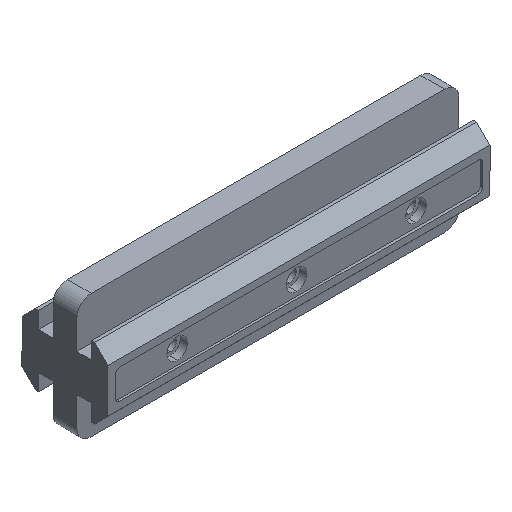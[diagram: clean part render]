
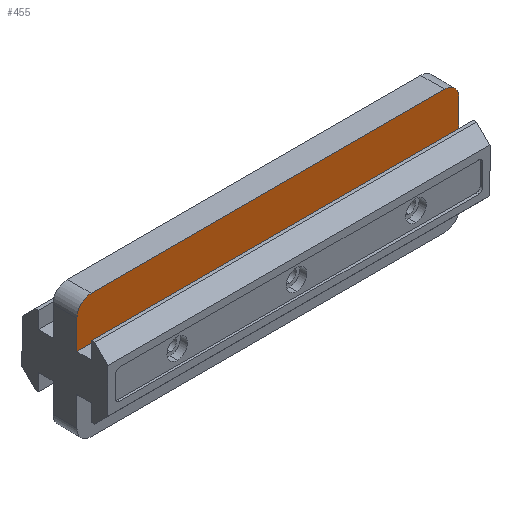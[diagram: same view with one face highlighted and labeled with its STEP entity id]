
A CAD part, isometric view. The second image highlights one B-rep face of the part: STEP entity #455.
In plain terms, the highlighted planar face has unit normal (0, -1, 0).
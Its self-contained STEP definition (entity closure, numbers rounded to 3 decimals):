
#88 = ORIENTED_EDGE ( 'NONE', *, *, #1407, .T. ) ;
#120 = DIRECTION ( 'NONE',  ( 0., 1., 0. ) ) ;
#132 = DIRECTION ( 'NONE',  ( 0., 0., -1. ) ) ;
#143 = ORIENTED_EDGE ( 'NONE', *, *, #2172, .F. ) ;
#206 = AXIS2_PLACEMENT_3D ( 'NONE', #2005, #414, #1649 ) ;
#218 = LINE ( 'NONE', #1606, #964 ) ;
#231 = AXIS2_PLACEMENT_3D ( 'NONE', #1240, #696, #344 ) ;
#234 = DIRECTION ( 'NONE',  ( 0., 0., 1. ) ) ;
#275 = EDGE_CURVE ( 'NONE', #1364, #1424, #610, .T. ) ;
#333 = VECTOR ( 'NONE', #234, 1000. ) ;
#344 = DIRECTION ( 'NONE',  ( 0., 0., -1. ) ) ;
#414 = DIRECTION ( 'NONE',  ( 0., 1., 0. ) ) ;
#455 = ADVANCED_FACE ( 'NONE', ( #1129 ), #2185, .F. ) ;
#465 = LINE ( 'NONE', #661, #2302 ) ;
#483 = EDGE_LOOP ( 'NONE', ( #143, #1799, #1217, #88, #1298, #2011 ) ) ;
#583 = CARTESIAN_POINT ( 'NONE',  ( 40., -2.5, 10. ) ) ;
#598 = LINE ( 'NONE', #764, #333 ) ;
#610 = CIRCLE ( 'NONE', #231, 3. ) ;
#661 = CARTESIAN_POINT ( 'NONE',  ( 0., -2.5, 3.9 ) ) ;
#696 = DIRECTION ( 'NONE',  ( 0., 1., 0. ) ) ;
#744 = EDGE_CURVE ( 'NONE', #2037, #1935, #465, .T. ) ;
#755 = VERTEX_POINT ( 'NONE', #2073 ) ;
#764 = CARTESIAN_POINT ( 'NONE',  ( 40., -2.5, -13. ) ) ;
#834 = DIRECTION ( 'NONE',  ( -1., 0., 0. ) ) ;
#873 = CIRCLE ( 'NONE', #1281, 3. ) ;
#921 = VERTEX_POINT ( 'NONE', #1059 ) ;
#964 = VECTOR ( 'NONE', #1080, 1000. ) ;
#1010 = EDGE_CURVE ( 'NONE', #755, #1935, #1692, .T. ) ;
#1059 = CARTESIAN_POINT ( 'NONE',  ( -37., -2.5, 13. ) ) ;
#1080 = DIRECTION ( 'NONE',  ( 1., 0., 0. ) ) ;
#1129 = FACE_OUTER_BOUND ( 'NONE', #483, .T. ) ;
#1174 = EDGE_CURVE ( 'NONE', #921, #1364, #218, .T. ) ;
#1217 = ORIENTED_EDGE ( 'NONE', *, *, #744, .F. ) ;
#1240 = CARTESIAN_POINT ( 'NONE',  ( 37., -2.5, 10. ) ) ;
#1262 = DIRECTION ( 'NONE',  ( 0., 0., -1. ) ) ;
#1281 = AXIS2_PLACEMENT_3D ( 'NONE', #2059, #120, #132 ) ;
#1298 = ORIENTED_EDGE ( 'NONE', *, *, #275, .F. ) ;
#1364 = VERTEX_POINT ( 'NONE', #1487 ) ;
#1407 = EDGE_CURVE ( 'NONE', #2037, #1424, #598, .T. ) ;
#1424 = VERTEX_POINT ( 'NONE', #583 ) ;
#1487 = CARTESIAN_POINT ( 'NONE',  ( 37., -2.5, 13. ) ) ;
#1502 = CARTESIAN_POINT ( 'NONE',  ( 40., -2.5, 3.9 ) ) ;
#1606 = CARTESIAN_POINT ( 'NONE',  ( 0., -2.5, 13. ) ) ;
#1649 = DIRECTION ( 'NONE',  ( 0., 0., 1. ) ) ;
#1692 = LINE ( 'NONE', #1781, #1770 ) ;
#1770 = VECTOR ( 'NONE', #1262, 1000. ) ;
#1781 = CARTESIAN_POINT ( 'NONE',  ( -40., -2.5, -13. ) ) ;
#1799 = ORIENTED_EDGE ( 'NONE', *, *, #1010, .T. ) ;
#1811 = CARTESIAN_POINT ( 'NONE',  ( -40., -2.5, 3.9 ) ) ;
#1935 = VERTEX_POINT ( 'NONE', #1811 ) ;
#2005 = CARTESIAN_POINT ( 'NONE',  ( 0., -2.5, 0. ) ) ;
#2011 = ORIENTED_EDGE ( 'NONE', *, *, #1174, .F. ) ;
#2037 = VERTEX_POINT ( 'NONE', #1502 ) ;
#2059 = CARTESIAN_POINT ( 'NONE',  ( -37., -2.5, 10. ) ) ;
#2073 = CARTESIAN_POINT ( 'NONE',  ( -40., -2.5, 10. ) ) ;
#2172 = EDGE_CURVE ( 'NONE', #755, #921, #873, .T. ) ;
#2185 = PLANE ( 'NONE',  #206 ) ;
#2302 = VECTOR ( 'NONE', #834, 1000. ) ;
